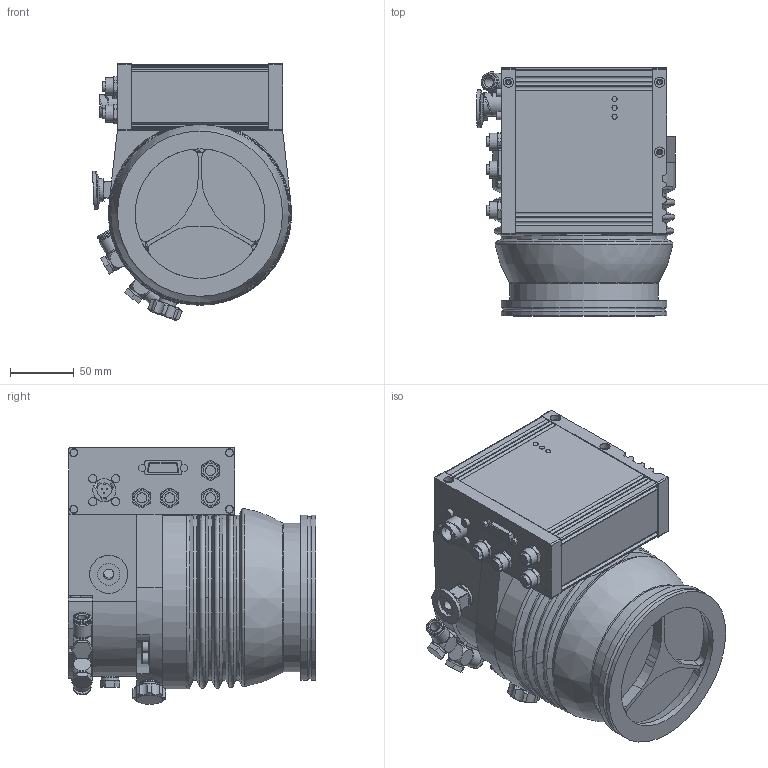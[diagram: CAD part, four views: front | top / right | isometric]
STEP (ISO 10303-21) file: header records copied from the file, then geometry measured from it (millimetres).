
FILE_DESCRIPTION(/* description */ ('-'),/* implementation_level */ '2;1');
FILE_NAME(/* name */ 'PM 902 005-T-PM902005_ipt.STP',/* time_stamp */ '2023-09-27T08:18:59+02:00',/* author */ ('Marx-Mankel'),/* organization */ (''),/* preprocessor_version */ 'ST-DEVELOPER v18.1',/* originating_system */ 'Autodesk Inventor 2021',/* authorisation */ '');
FILE_SCHEMA (('AUTOMOTIVE_DESIGN { 1 0 10303 214 3 1 1 }'));
Length unit declared in the file: millimetre
Products named in the file (1): PM 902 005
Bounding box: 156.56 x 195 x 201.93 mm (x, y, z)
Volume: 3436696.8 mm3; surface area: 295570.6 mm2
Topology: 3 solids, 58 shells, 1334 faces, 3194 edges, 2080 vertices
Faces by surface type: plane 694, cylinder 439, cone 121, torus 55, bspline 20, sphere 5
Full cylindrical faces by diameter (mm): 0.5 x1, 1 x5, 1.5 x1, 2.459 x5, 3 x6, 3.2 x5, 3.242 x12, 4 x9, 4.134 x8, 4.2 x10, 4.5 x6, 5 x10, 5.4 x8, 5.5 x16, 5.672 x2, 5.8 x4, 6 x10, 6.5 x4, 6.647 x5, 7 x4, 7.8 x4, 8 x6, 8.1 x1, 8.5 x8, 8.566 x3, 9 x10, 10 x8, 11 x3, 11.445 x1, 11.5 x5
Entity records: 41943 total; most frequent: CARTESIAN_POINT 9169, DIRECTION 6672, ORIENTED_EDGE 6270, EDGE_CURVE 3135, AXIS2_PLACEMENT_3D 2517, VERTEX_POINT 2078, LINE 1638, VECTOR 1638
